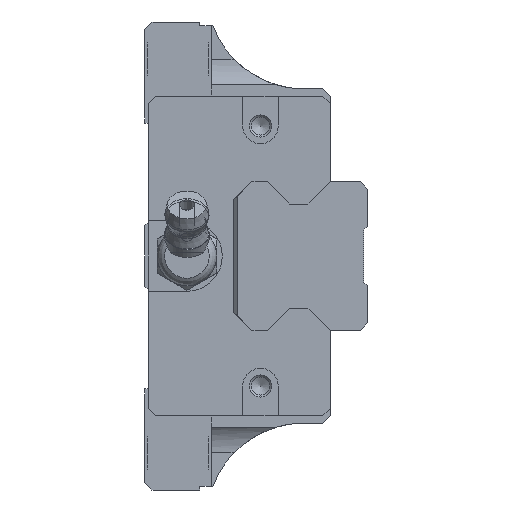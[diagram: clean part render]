
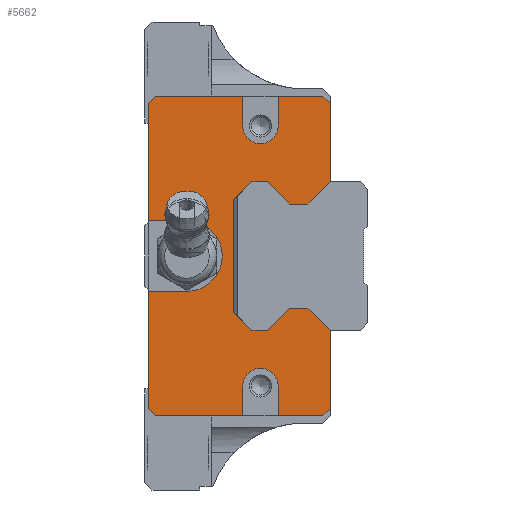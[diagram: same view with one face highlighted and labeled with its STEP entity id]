
A CAD part, left-side view. The second image highlights one B-rep face of the part: STEP entity #5662.
In plain terms, the highlighted planar face has unit normal (-1, 0, 0).
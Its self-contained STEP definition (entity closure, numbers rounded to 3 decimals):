
#644=CIRCLE('',#6223,4.75);
#645=CIRCLE('',#6224,2.38);
#646=CIRCLE('',#6225,2.38);
#895=FACE_OUTER_BOUND('',#1244,.T.);
#1244=EDGE_LOOP('',(#4704,#4705,#4706,#4707,#4708,#4709,#4710,#4711,#4712,
#4713,#4714,#4715,#4716,#4717,#4718,#4719,#4720,#4721,#4722,#4723,#4724,
#4725,#4726,#4727,#4728,#4729,#4730,#4731,#4732,#4733,#4734,#4735));
#1661=LINE('',#9088,#2159);
#1682=LINE('',#9131,#2180);
#1687=LINE('',#9142,#2185);
#1690=LINE('',#9146,#2188);
#1691=LINE('',#9149,#2189);
#1692=LINE('',#9151,#2190);
#1693=LINE('',#9153,#2191);
#1694=LINE('',#9155,#2192);
#1695=LINE('',#9159,#2193);
#1696=LINE('',#9161,#2194);
#1697=LINE('',#9163,#2195);
#1698=LINE('',#9165,#2196);
#1699=LINE('',#9167,#2197);
#1700=LINE('',#9171,#2198);
#1701=LINE('',#9173,#2199);
#1702=LINE('',#9174,#2200);
#1703=LINE('',#9176,#2201);
#1704=LINE('',#9178,#2202);
#1705=LINE('',#9180,#2203);
#1706=LINE('',#9182,#2204);
#1707=LINE('',#9184,#2205);
#1708=LINE('',#9186,#2206);
#1709=LINE('',#9188,#2207);
#1710=LINE('',#9190,#2208);
#1711=LINE('',#9192,#2209);
#1712=LINE('',#9194,#2210);
#1713=LINE('',#9195,#2211);
#1714=LINE('',#9196,#2212);
#1715=LINE('',#9198,#2213);
#2159=VECTOR('',#7422,1000.);
#2180=VECTOR('',#7447,1000.);
#2185=VECTOR('',#7454,1000.);
#2188=VECTOR('',#7457,1000.);
#2189=VECTOR('',#7460,1000.);
#2190=VECTOR('',#7461,1000.);
#2191=VECTOR('',#7462,1000.);
#2192=VECTOR('',#7463,1000.);
#2193=VECTOR('',#7466,1000.);
#2194=VECTOR('',#7467,1000.);
#2195=VECTOR('',#7468,1000.);
#2196=VECTOR('',#7469,1000.);
#2197=VECTOR('',#7470,1000.);
#2198=VECTOR('',#7473,1000.);
#2199=VECTOR('',#7474,1000.);
#2200=VECTOR('',#7475,1000.);
#2201=VECTOR('',#7476,1000.);
#2202=VECTOR('',#7477,1000.);
#2203=VECTOR('',#7478,1000.);
#2204=VECTOR('',#7479,1000.);
#2205=VECTOR('',#7480,1000.);
#2206=VECTOR('',#7481,1000.);
#2207=VECTOR('',#7482,1000.);
#2208=VECTOR('',#7483,1000.);
#2209=VECTOR('',#7484,1000.);
#2210=VECTOR('',#7485,1000.);
#2211=VECTOR('',#7486,1000.);
#2212=VECTOR('',#7487,1000.);
#2213=VECTOR('',#7488,1000.);
#2700=VERTEX_POINT('',#9082);
#2702=VERTEX_POINT('',#9086);
#2721=VERTEX_POINT('',#9128);
#2722=VERTEX_POINT('',#9130);
#2724=VERTEX_POINT('',#9135);
#2726=VERTEX_POINT('',#9139);
#2727=VERTEX_POINT('',#9141);
#2728=VERTEX_POINT('',#9144);
#2729=VERTEX_POINT('',#9148);
#2730=VERTEX_POINT('',#9150);
#2731=VERTEX_POINT('',#9152);
#2732=VERTEX_POINT('',#9154);
#2733=VERTEX_POINT('',#9156);
#2734=VERTEX_POINT('',#9158);
#2735=VERTEX_POINT('',#9160);
#2736=VERTEX_POINT('',#9162);
#2737=VERTEX_POINT('',#9164);
#2738=VERTEX_POINT('',#9166);
#2739=VERTEX_POINT('',#9168);
#2740=VERTEX_POINT('',#9170);
#2741=VERTEX_POINT('',#9172);
#2742=VERTEX_POINT('',#9175);
#2743=VERTEX_POINT('',#9177);
#2744=VERTEX_POINT('',#9179);
#2745=VERTEX_POINT('',#9181);
#2746=VERTEX_POINT('',#9183);
#2747=VERTEX_POINT('',#9185);
#2748=VERTEX_POINT('',#9187);
#2749=VERTEX_POINT('',#9189);
#2750=VERTEX_POINT('',#9191);
#2751=VERTEX_POINT('',#9193);
#2752=VERTEX_POINT('',#9197);
#3395=EDGE_CURVE('',#2702,#2700,#1661,.T.);
#3416=EDGE_CURVE('',#2721,#2722,#1682,.T.);
#3421=EDGE_CURVE('',#2726,#2727,#1687,.T.);
#3424=EDGE_CURVE('',#2728,#2724,#1690,.T.);
#3425=EDGE_CURVE('',#2729,#2724,#1691,.T.);
#3426=EDGE_CURVE('',#2730,#2728,#1692,.T.);
#3427=EDGE_CURVE('',#2731,#2730,#1693,.T.);
#3428=EDGE_CURVE('',#2731,#2732,#1694,.T.);
#3429=EDGE_CURVE('',#2732,#2733,#644,.T.);
#3430=EDGE_CURVE('',#2733,#2734,#1695,.T.);
#3431=EDGE_CURVE('',#2735,#2734,#1696,.T.);
#3432=EDGE_CURVE('',#2736,#2735,#1697,.T.);
#3433=EDGE_CURVE('',#2737,#2736,#1698,.T.);
#3434=EDGE_CURVE('',#2737,#2738,#1699,.T.);
#3435=EDGE_CURVE('',#2738,#2739,#645,.T.);
#3436=EDGE_CURVE('',#2739,#2740,#1700,.T.);
#3437=EDGE_CURVE('',#2741,#2740,#1701,.T.);
#3438=EDGE_CURVE('',#2722,#2741,#1702,.T.);
#3439=EDGE_CURVE('',#2721,#2742,#1703,.T.);
#3440=EDGE_CURVE('',#2742,#2743,#1704,.T.);
#3441=EDGE_CURVE('',#2743,#2744,#1705,.T.);
#3442=EDGE_CURVE('',#2744,#2745,#1706,.T.);
#3443=EDGE_CURVE('',#2745,#2746,#1707,.T.);
#3444=EDGE_CURVE('',#2746,#2747,#1708,.T.);
#3445=EDGE_CURVE('',#2747,#2748,#1709,.T.);
#3446=EDGE_CURVE('',#2748,#2749,#1710,.T.);
#3447=EDGE_CURVE('',#2749,#2750,#1711,.T.);
#3448=EDGE_CURVE('',#2750,#2751,#1712,.T.);
#3449=EDGE_CURVE('',#2751,#2700,#1713,.T.);
#3450=EDGE_CURVE('',#2727,#2702,#1714,.T.);
#3451=EDGE_CURVE('',#2726,#2752,#1715,.T.);
#3452=EDGE_CURVE('',#2752,#2729,#646,.T.);
#4704=ORIENTED_EDGE('',*,*,#3425,.T.);
#4705=ORIENTED_EDGE('',*,*,#3424,.F.);
#4706=ORIENTED_EDGE('',*,*,#3426,.F.);
#4707=ORIENTED_EDGE('',*,*,#3427,.F.);
#4708=ORIENTED_EDGE('',*,*,#3428,.T.);
#4709=ORIENTED_EDGE('',*,*,#3429,.T.);
#4710=ORIENTED_EDGE('',*,*,#3430,.T.);
#4711=ORIENTED_EDGE('',*,*,#3431,.F.);
#4712=ORIENTED_EDGE('',*,*,#3432,.F.);
#4713=ORIENTED_EDGE('',*,*,#3433,.F.);
#4714=ORIENTED_EDGE('',*,*,#3434,.T.);
#4715=ORIENTED_EDGE('',*,*,#3435,.T.);
#4716=ORIENTED_EDGE('',*,*,#3436,.T.);
#4717=ORIENTED_EDGE('',*,*,#3437,.F.);
#4718=ORIENTED_EDGE('',*,*,#3438,.F.);
#4719=ORIENTED_EDGE('',*,*,#3416,.F.);
#4720=ORIENTED_EDGE('',*,*,#3439,.T.);
#4721=ORIENTED_EDGE('',*,*,#3440,.T.);
#4722=ORIENTED_EDGE('',*,*,#3441,.T.);
#4723=ORIENTED_EDGE('',*,*,#3442,.T.);
#4724=ORIENTED_EDGE('',*,*,#3443,.T.);
#4725=ORIENTED_EDGE('',*,*,#3444,.T.);
#4726=ORIENTED_EDGE('',*,*,#3445,.T.);
#4727=ORIENTED_EDGE('',*,*,#3446,.T.);
#4728=ORIENTED_EDGE('',*,*,#3447,.T.);
#4729=ORIENTED_EDGE('',*,*,#3448,.T.);
#4730=ORIENTED_EDGE('',*,*,#3449,.T.);
#4731=ORIENTED_EDGE('',*,*,#3395,.F.);
#4732=ORIENTED_EDGE('',*,*,#3450,.F.);
#4733=ORIENTED_EDGE('',*,*,#3421,.F.);
#4734=ORIENTED_EDGE('',*,*,#3451,.T.);
#4735=ORIENTED_EDGE('',*,*,#3452,.T.);
#5419=PLANE('',#6222);
#5662=ADVANCED_FACE('',(#895),#5419,.F.);
#6222=AXIS2_PLACEMENT_3D('',#9147,#7458,#7459);
#6223=AXIS2_PLACEMENT_3D('',#9157,#7464,#7465);
#6224=AXIS2_PLACEMENT_3D('',#9169,#7471,#7472);
#6225=AXIS2_PLACEMENT_3D('',#9199,#7489,#7490);
#7422=DIRECTION('',(0.,0.,-1.));
#7447=DIRECTION('',(0.,0.,-1.));
#7454=DIRECTION('',(0.,-1.,0.));
#7457=DIRECTION('',(0.,-1.,0.));
#7458=DIRECTION('center_axis',(1.,0.,0.));
#7459=DIRECTION('ref_axis',(0.,0.,-1.));
#7460=DIRECTION('',(0.,0.,1.));
#7461=DIRECTION('',(0.,-0.707,0.707));
#7462=DIRECTION('',(0.,0.,1.));
#7463=DIRECTION('',(0.,-1.,0.));
#7464=DIRECTION('center_axis',(1.,0.,0.));
#7465=DIRECTION('ref_axis',(0.,0.,-1.));
#7466=DIRECTION('',(0.,1.,0.));
#7467=DIRECTION('',(0.,0.,1.));
#7468=DIRECTION('',(0.,0.707,0.707));
#7469=DIRECTION('',(0.,1.,0.));
#7470=DIRECTION('',(0.,0.,1.));
#7471=DIRECTION('center_axis',(1.,0.,0.));
#7472=DIRECTION('ref_axis',(0.,0.,-1.));
#7473=DIRECTION('',(0.,0.,-1.));
#7474=DIRECTION('',(0.,1.,0.));
#7475=DIRECTION('',(0.,0.707,-0.707));
#7476=DIRECTION('',(0.,0.707,0.707));
#7477=DIRECTION('',(0.,1.,0.));
#7478=DIRECTION('',(0.,0.707,-0.707));
#7479=DIRECTION('',(0.,1.,0.));
#7480=DIRECTION('',(0.,0.707,0.707));
#7481=DIRECTION('',(0.,0.,1.));
#7482=DIRECTION('',(0.,-0.707,0.707));
#7483=DIRECTION('',(0.,-1.,0.));
#7484=DIRECTION('',(0.,-0.707,-0.707));
#7485=DIRECTION('',(0.,-1.,0.));
#7486=DIRECTION('',(0.,-0.707,0.707));
#7487=DIRECTION('',(0.,-0.707,-0.707));
#7488=DIRECTION('',(0.,0.,-1.));
#7489=DIRECTION('center_axis',(1.,0.,0.));
#7490=DIRECTION('ref_axis',(0.,0.,-1.));
#9082=CARTESIAN_POINT('',(465.,5.,10.));
#9086=CARTESIAN_POINT('',(465.,5.,20.5));
#9088=CARTESIAN_POINT('',(465.,5.,20.5));
#9128=CARTESIAN_POINT('',(465.,5.,-10.));
#9130=CARTESIAN_POINT('',(465.,5.,-20.5));
#9131=CARTESIAN_POINT('',(465.,5.,20.5));
#9135=CARTESIAN_POINT('',(465.,16.78,21.5));
#9139=CARTESIAN_POINT('',(465.,12.02,21.5));
#9141=CARTESIAN_POINT('',(465.,6.,21.5));
#9142=CARTESIAN_POINT('',(465.,28.5,21.5));
#9144=CARTESIAN_POINT('',(465.,28.5,21.5));
#9146=CARTESIAN_POINT('',(465.,28.5,21.5));
#9147=CARTESIAN_POINT('Origin',(465.,5.,0.));
#9148=CARTESIAN_POINT('',(465.,16.78,17.5));
#9149=CARTESIAN_POINT('',(465.,16.78,17.5));
#9150=CARTESIAN_POINT('',(465.,29.5,20.5));
#9151=CARTESIAN_POINT('',(465.,29.5,20.5));
#9152=CARTESIAN_POINT('',(465.,29.5,4.75));
#9153=CARTESIAN_POINT('',(465.,29.5,-20.5));
#9154=CARTESIAN_POINT('',(465.,24.3,4.75));
#9155=CARTESIAN_POINT('',(465.,44.5,4.75));
#9156=CARTESIAN_POINT('',(465.,24.3,-4.75));
#9157=CARTESIAN_POINT('Origin',(465.,24.3,0.));
#9158=CARTESIAN_POINT('',(465.,29.5,-4.75));
#9159=CARTESIAN_POINT('',(465.,24.3,-4.75));
#9160=CARTESIAN_POINT('',(465.,29.5,-20.5));
#9161=CARTESIAN_POINT('',(465.,29.5,-20.5));
#9162=CARTESIAN_POINT('',(465.,28.5,-21.5));
#9163=CARTESIAN_POINT('',(465.,28.5,-21.5));
#9164=CARTESIAN_POINT('',(465.,16.78,-21.5));
#9165=CARTESIAN_POINT('',(465.,6.,-21.5));
#9166=CARTESIAN_POINT('',(465.,16.78,-17.5));
#9167=CARTESIAN_POINT('',(465.,16.78,-37.5));
#9168=CARTESIAN_POINT('',(465.,12.02,-17.5));
#9169=CARTESIAN_POINT('Origin',(465.,14.4,-17.5));
#9170=CARTESIAN_POINT('',(465.,12.02,-21.5));
#9171=CARTESIAN_POINT('',(465.,12.02,-17.5));
#9172=CARTESIAN_POINT('',(465.,6.,-21.5));
#9173=CARTESIAN_POINT('',(465.,6.,-21.5));
#9174=CARTESIAN_POINT('',(465.,5.,-20.5));
#9175=CARTESIAN_POINT('',(465.,8.,-7.));
#9176=CARTESIAN_POINT('',(465.,5.,-10.));
#9177=CARTESIAN_POINT('',(465.,10.45,-7.));
#9178=CARTESIAN_POINT('',(465.,8.,-7.));
#9179=CARTESIAN_POINT('',(465.,13.45,-10.));
#9180=CARTESIAN_POINT('',(465.,10.45,-7.));
#9181=CARTESIAN_POINT('',(465.,15.55,-10.));
#9182=CARTESIAN_POINT('',(465.,13.45,-10.));
#9183=CARTESIAN_POINT('',(465.,18.,-7.55));
#9184=CARTESIAN_POINT('',(465.,15.55,-10.));
#9185=CARTESIAN_POINT('',(465.,18.,7.55));
#9186=CARTESIAN_POINT('',(465.,18.,-7.55));
#9187=CARTESIAN_POINT('',(465.,15.55,10.));
#9188=CARTESIAN_POINT('',(465.,18.,7.55));
#9189=CARTESIAN_POINT('',(465.,13.45,10.));
#9190=CARTESIAN_POINT('',(465.,15.55,10.));
#9191=CARTESIAN_POINT('',(465.,10.45,7.));
#9192=CARTESIAN_POINT('',(465.,13.45,10.));
#9193=CARTESIAN_POINT('',(465.,8.,7.));
#9194=CARTESIAN_POINT('',(465.,10.45,7.));
#9195=CARTESIAN_POINT('',(465.,8.,7.));
#9196=CARTESIAN_POINT('',(465.,6.,21.5));
#9197=CARTESIAN_POINT('',(465.,12.02,17.5));
#9198=CARTESIAN_POINT('',(465.,12.02,37.5));
#9199=CARTESIAN_POINT('Origin',(465.,14.4,17.5));
